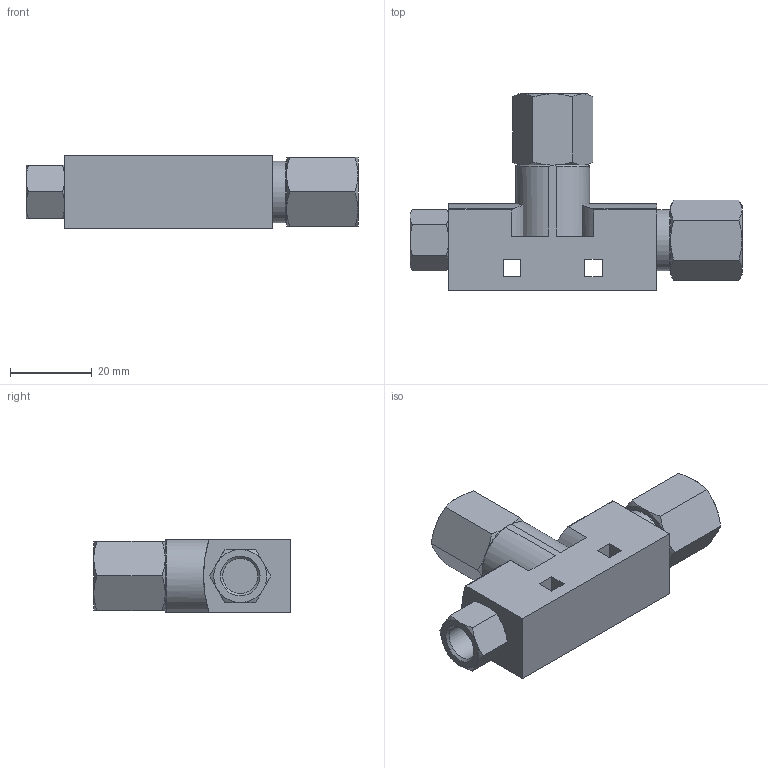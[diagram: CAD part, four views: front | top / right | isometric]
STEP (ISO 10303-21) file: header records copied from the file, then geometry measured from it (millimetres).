
FILE_DESCRIPTION(/* description */ ('STEP AP214'),/* implementation_level */ '2;1');
FILE_NAME(/* name */ '193502_VN-14-H-T4-PI4-VI5-RI5',/* time_stamp */ '2024-09-11T11:54:07+02:00',/* author */ ('License CC BY-ND 4.0'),/* organization */ ('CADENAS'),/* preprocessor_version */ 'ST-DEVELOPER v19.3',/* originating_system */ 'PARTsolutions',/* authorisation */ ' ');
FILE_SCHEMA (('AUTOMOTIVE_DESIGN {1 0 10303 214 3 1 1}'));
Length unit declared in the file: millimetre
Products named in the file (1): 193502 VN-14-H-T4-PI4-VI5-RI5
Bounding box: 81.4 x 48.15 x 18 mm (x, y, z)
Volume: 27111.2 mm3; surface area: 10251.6 mm2
Topology: 1 solids, 1 shells, 103 faces, 239 edges, 145 vertices
Faces by surface type: plane 43, cone 42, cylinder 16, torus 2
Full cylindrical faces by diameter (mm): 8.566 x1, 11.445 x2, 15 x1
Entity records: 3669 total; most frequent: CARTESIAN_POINT 750, ORIENTED_EDGE 452, DIRECTION 418, EDGE_CURVE 226, AXIS2_PLACEMENT_3D 172, VERTEX_POINT 144, EDGE_LOOP 126, FACE_BOUND 126
